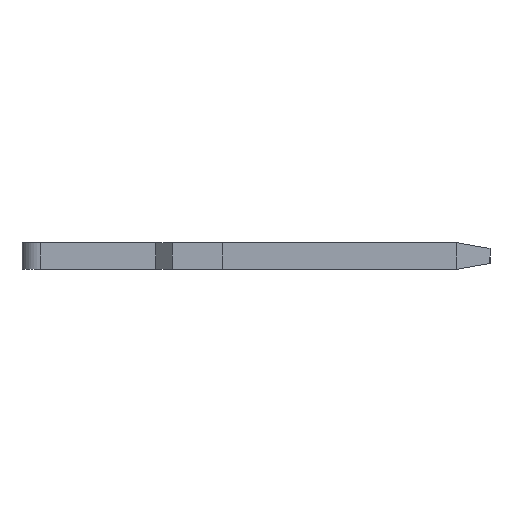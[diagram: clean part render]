
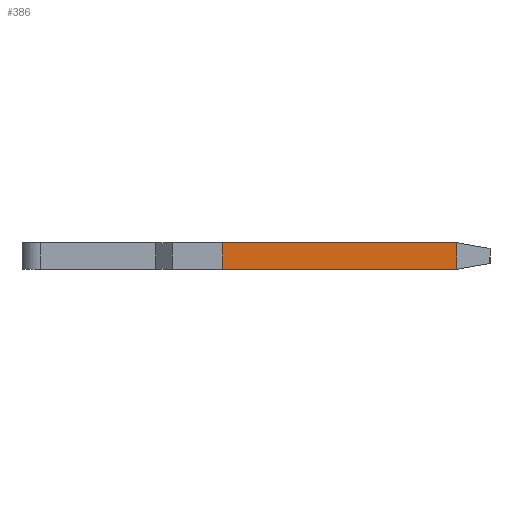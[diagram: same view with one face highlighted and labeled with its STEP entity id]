
A CAD part, left-side view. The second image highlights one B-rep face of the part: STEP entity #386.
In plain terms, the highlighted planar face has unit normal (-1, 0, 0).
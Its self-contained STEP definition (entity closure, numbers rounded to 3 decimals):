
#12 = VECTOR ( 'NONE', #459, 1000. ) ;
#19 = EDGE_CURVE ( 'NONE', #527, #312, #854, .T. ) ;
#27 = CARTESIAN_POINT ( 'NONE',  ( -2.4, -9., -0.4 ) ) ;
#29 = VECTOR ( 'NONE', #686, 1000. ) ;
#36 = CARTESIAN_POINT ( 'NONE',  ( -2.4, -2., -0.4 ) ) ;
#39 = EDGE_CURVE ( 'NONE', #527, #836, #158, .T. ) ;
#61 = AXIS2_PLACEMENT_3D ( 'NONE', #743, #248, #260 ) ;
#158 = LINE ( 'NONE', #36, #12 ) ;
#213 = CARTESIAN_POINT ( 'NONE',  ( -2.4, -9., 0.4 ) ) ;
#222 = LINE ( 'NONE', #891, #29 ) ;
#248 = DIRECTION ( 'NONE',  ( 1., 0., 0. ) ) ;
#252 = VECTOR ( 'NONE', #898, 1000. ) ;
#260 = DIRECTION ( 'NONE',  ( 0., 0., -1. ) ) ;
#262 = DIRECTION ( 'NONE',  ( 0., 0., 1. ) ) ;
#278 = LINE ( 'NONE', #537, #252 ) ;
#312 = VERTEX_POINT ( 'NONE', #320 ) ;
#320 = CARTESIAN_POINT ( 'NONE',  ( -2.4, -2., 0.4 ) ) ;
#352 = ORIENTED_EDGE ( 'NONE', *, *, #19, .F. ) ;
#377 = EDGE_CURVE ( 'NONE', #312, #564, #278, .T. ) ;
#386 = ADVANCED_FACE ( 'NONE', ( #682 ), #456, .F. ) ;
#456 = PLANE ( 'NONE',  #61 ) ;
#459 = DIRECTION ( 'NONE',  ( 0., -1., 0. ) ) ;
#484 = EDGE_LOOP ( 'NONE', ( #725, #884, #352, #906 ) ) ;
#527 = VERTEX_POINT ( 'NONE', #552 ) ;
#532 = CARTESIAN_POINT ( 'NONE',  ( -2.4, -2., -0.4 ) ) ;
#537 = CARTESIAN_POINT ( 'NONE',  ( -2.4, -10., 0.4 ) ) ;
#552 = CARTESIAN_POINT ( 'NONE',  ( -2.4, -2., -0.4 ) ) ;
#564 = VERTEX_POINT ( 'NONE', #213 ) ;
#682 = FACE_OUTER_BOUND ( 'NONE', #484, .T. ) ;
#683 = VECTOR ( 'NONE', #262, 1000. ) ;
#686 = DIRECTION ( 'NONE',  ( 0., 0., -1. ) ) ;
#725 = ORIENTED_EDGE ( 'NONE', *, *, #904, .F. ) ;
#743 = CARTESIAN_POINT ( 'NONE',  ( -2.4, -10., -0.4 ) ) ;
#836 = VERTEX_POINT ( 'NONE', #27 ) ;
#854 = LINE ( 'NONE', #532, #683 ) ;
#884 = ORIENTED_EDGE ( 'NONE', *, *, #377, .F. ) ;
#891 = CARTESIAN_POINT ( 'NONE',  ( -2.4, -9., -0.4 ) ) ;
#898 = DIRECTION ( 'NONE',  ( 0., -1., 0. ) ) ;
#904 = EDGE_CURVE ( 'NONE', #564, #836, #222, .T. ) ;
#906 = ORIENTED_EDGE ( 'NONE', *, *, #39, .T. ) ;
